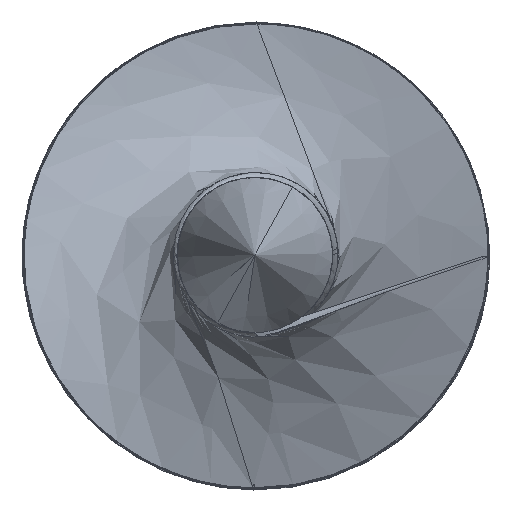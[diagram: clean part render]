
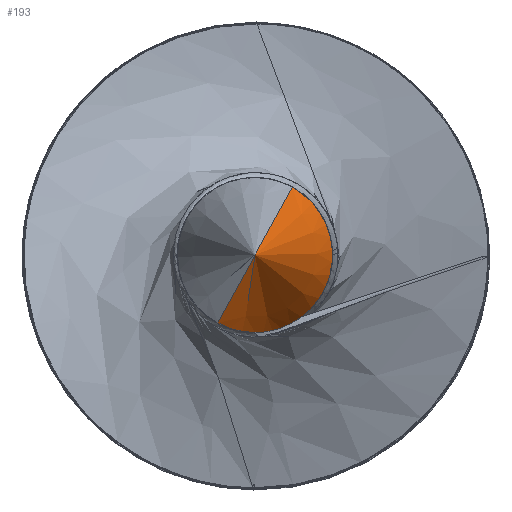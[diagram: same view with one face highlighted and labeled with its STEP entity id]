
A CAD part, front view. The second image highlights one B-rep face of the part: STEP entity #193.
In plain terms, the highlighted conical face has half-angle 20.89 degrees and reference radius 0 mm.
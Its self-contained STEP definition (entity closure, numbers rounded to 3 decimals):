
#52=CARTESIAN_POINT('Axis2P3D Location',(0.,-1031.004,0.)) ;
#61=CARTESIAN_POINT('Vertex',(-23.971,-900.,-43.879)) ;
#63=CARTESIAN_POINT('Vertex',(23.971,-900.,43.879)) ;
#66=CARTESIAN_POINT('Line Origine',(-11.986,-965.502,-21.94)) ;
#70=CARTESIAN_POINT('Vertex',(0.,-1031.004,0.)) ;
#73=CARTESIAN_POINT('Line Origine',(11.986,-965.502,21.94)) ;
#156=CARTESIAN_POINT('Axis2P3D Location',(0.,-900.,0.)) ;
#160=CARTESIAN_POINT('Vertex',(30.,-900.,-40.)) ;
#163=CARTESIAN_POINT('Axis2P3D Location',(0.,-900.,0.)) ;
#167=CARTESIAN_POINT('Vertex',(0.,-900.,-50.)) ;
#170=CARTESIAN_POINT('Axis2P3D Location',(0.,-900.,0.)) ;
#174=CARTESIAN_POINT('Vertex',(16.504,-900.,-47.198)) ;
#178=CARTESIAN_POINT('Control Point',(16.504,-900.,-47.198)) ;
#179=CARTESIAN_POINT('Control Point',(19.379,-900.213,-46.106)) ;
#180=CARTESIAN_POINT('Control Point',(22.174,-900.405,-44.8)) ;
#181=CARTESIAN_POINT('Control Point',(24.868,-900.481,-43.331)) ;
#182=CARTESIAN_POINT('Control Point',(27.493,-900.358,-41.71)) ;
#183=CARTESIAN_POINT('Control Point',(30.,-900.,-40.)) ;
#53=DIRECTION('Axis2P3D Direction',(0.,1.,0.)) ;
#54=DIRECTION('Axis2P3D XDirection',(0.479,0.,0.878)) ;
#67=DIRECTION('Vector Direction',(-0.171,0.934,-0.313)) ;
#74=DIRECTION('Vector Direction',(0.171,0.934,0.313)) ;
#157=DIRECTION('Axis2P3D Direction',(0.,1.,0.)) ;
#164=DIRECTION('Axis2P3D Direction',(0.,1.,0.)) ;
#171=DIRECTION('Axis2P3D Direction',(0.,1.,0.)) ;
#55=AXIS2_PLACEMENT_3D('Cone Axis2P3D',#52,#53,#54) ;
#158=AXIS2_PLACEMENT_3D('Circle Axis2P3D',#156,#157,$) ;
#165=AXIS2_PLACEMENT_3D('Circle Axis2P3D',#163,#164,$) ;
#172=AXIS2_PLACEMENT_3D('Circle Axis2P3D',#170,#171,$) ;
#186=ORIENTED_EDGE('',*,*,#162,.F.) ;
#187=ORIENTED_EDGE('',*,*,#77,.T.) ;
#188=ORIENTED_EDGE('',*,*,#72,.F.) ;
#189=ORIENTED_EDGE('',*,*,#169,.F.) ;
#190=ORIENTED_EDGE('',*,*,#176,.F.) ;
#191=ORIENTED_EDGE('',*,*,#184,.T.) ;
#68=VECTOR('Line Direction',#67,1.) ;
#75=VECTOR('Line Direction',#74,1.) ;
#193=ADVANCED_FACE('PartBody',(#192),#56,.T.) ;
#177=B_SPLINE_CURVE_WITH_KNOTS('',5,(#178,#179,#180,#181,#182,#183),.UNSPECIFIED.,.F.,.U.,(6,6),(0.,17.038),.UNSPECIFIED.) ;
#159=CIRCLE('generated circle',#158,50.) ;
#166=CIRCLE('generated circle',#165,50.) ;
#173=CIRCLE('generated circle',#172,50.) ;
#56=CONICAL_SURFACE('Cone',#55,0.,0.365) ;
#72=EDGE_CURVE('',#62,#71,#69,.F.) ;
#77=EDGE_CURVE('',#64,#71,#76,.F.) ;
#162=EDGE_CURVE('',#64,#161,#159,.T.) ;
#169=EDGE_CURVE('',#168,#62,#166,.T.) ;
#176=EDGE_CURVE('',#175,#168,#173,.T.) ;
#184=EDGE_CURVE('',#175,#161,#177,.T.) ;
#185=EDGE_LOOP('',(#186,#187,#188,#189,#190,#191)) ;
#192=FACE_OUTER_BOUND('',#185,.T.) ;
#69=LINE('Line',#66,#68) ;
#76=LINE('Line',#73,#75) ;
#62=VERTEX_POINT('',#61) ;
#64=VERTEX_POINT('',#63) ;
#71=VERTEX_POINT('',#70) ;
#161=VERTEX_POINT('',#160) ;
#168=VERTEX_POINT('',#167) ;
#175=VERTEX_POINT('',#174) ;
